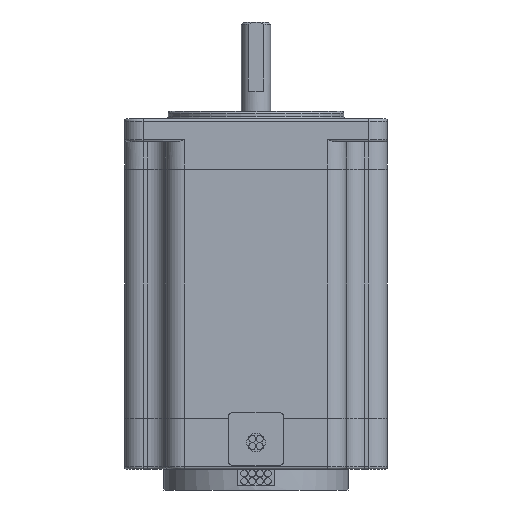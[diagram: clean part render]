
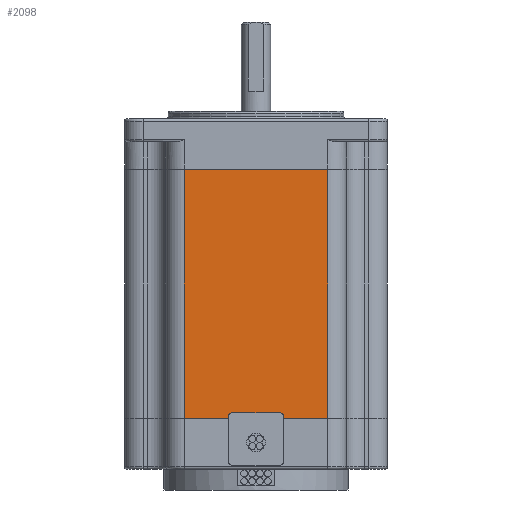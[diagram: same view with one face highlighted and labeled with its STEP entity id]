
A CAD part, front view. The second image highlights one B-rep face of the part: STEP entity #2098.
In plain terms, the highlighted planar face has unit normal (0, -1, 0).
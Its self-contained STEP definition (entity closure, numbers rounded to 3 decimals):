
#1 = EDGE_CURVE ( 'NONE', #4270, #7976, #12239, .T. ) ;
#94 = ORIENTED_EDGE ( 'NONE', *, *, #4975, .T. ) ;
#160 = VECTOR ( 'NONE', #9740, 1000. ) ;
#231 = CARTESIAN_POINT ( 'NONE',  ( 6., -28.5, 11.01 ) ) ;
#634 = DIRECTION ( 'NONE',  ( -1., 0., 0. ) ) ;
#1029 = CARTESIAN_POINT ( 'NONE',  ( 0., -28.5, 76. ) ) ;
#1158 = VECTOR ( 'NONE', #634, 1000. ) ;
#1325 = VECTOR ( 'NONE', #6367, 1000. ) ;
#1478 = DIRECTION ( 'NONE',  ( 0., 0., 1. ) ) ;
#2083 = EDGE_LOOP ( 'NONE', ( #2166, #11566, #94, #2366, #3380, #7961, #5966, #3631, #10020, #11834 ) ) ;
#2098 = ADVANCED_FACE ( 'NONE', ( #3219 ), #11337, .F. ) ;
#2108 = LINE ( 'NONE', #7893, #5410 ) ;
#2128 = VERTEX_POINT ( 'NONE', #7125 ) ;
#2166 = ORIENTED_EDGE ( 'NONE', *, *, #13372, .F. ) ;
#2281 = VERTEX_POINT ( 'NONE', #6277 ) ;
#2366 = ORIENTED_EDGE ( 'NONE', *, *, #3599, .T. ) ;
#2819 = DIRECTION ( 'NONE',  ( -1., 0., 0. ) ) ;
#2836 = DIRECTION ( 'NONE',  ( 0., 0., 1. ) ) ;
#2912 = CARTESIAN_POINT ( 'NONE',  ( 5., -28.5, 12.3 ) ) ;
#3219 = FACE_OUTER_BOUND ( 'NONE', #2083, .T. ) ;
#3292 = AXIS2_PLACEMENT_3D ( 'NONE', #7855, #12210, #10101 ) ;
#3380 = ORIENTED_EDGE ( 'NONE', *, *, #1, .T. ) ;
#3599 = EDGE_CURVE ( 'NONE', #2128, #4270, #7405, .T. ) ;
#3612 = EDGE_CURVE ( 'NONE', #11169, #2281, #7324, .T. ) ;
#3624 = CARTESIAN_POINT ( 'NONE',  ( -15.57, -28.5, 11.01 ) ) ;
#3631 = ORIENTED_EDGE ( 'NONE', *, *, #12315, .T. ) ;
#3686 = LINE ( 'NONE', #14070, #9002 ) ;
#4190 = VECTOR ( 'NONE', #7664, 1000. ) ;
#4270 = VERTEX_POINT ( 'NONE', #8651 ) ;
#4681 = CARTESIAN_POINT ( 'NONE',  ( 15.57, -28.5, 11.01 ) ) ;
#4975 = EDGE_CURVE ( 'NONE', #12388, #2128, #6206, .T. ) ;
#5410 = VECTOR ( 'NONE', #6684, 1000. ) ;
#5613 = DIRECTION ( 'NONE',  ( 0., 1., 0. ) ) ;
#5966 = ORIENTED_EDGE ( 'NONE', *, *, #6229, .F. ) ;
#6005 = EDGE_CURVE ( 'NONE', #9907, #7976, #2108, .T. ) ;
#6206 = LINE ( 'NONE', #10807, #12765 ) ;
#6229 = EDGE_CURVE ( 'NONE', #7911, #9907, #11039, .T. ) ;
#6277 = CARTESIAN_POINT ( 'NONE',  ( -5., -28.5, 12.3 ) ) ;
#6367 = DIRECTION ( 'NONE',  ( 0., 0., -1. ) ) ;
#6684 = DIRECTION ( 'NONE',  ( -1., 0., 0. ) ) ;
#7125 = CARTESIAN_POINT ( 'NONE',  ( 15.57, -28.5, 64.99 ) ) ;
#7324 = LINE ( 'NONE', #7543, #10285 ) ;
#7374 = VERTEX_POINT ( 'NONE', #10971 ) ;
#7405 = LINE ( 'NONE', #11019, #1158 ) ;
#7410 = LINE ( 'NONE', #7478, #160 ) ;
#7478 = CARTESIAN_POINT ( 'NONE',  ( 6., -28.5, 12.3 ) ) ;
#7543 = CARTESIAN_POINT ( 'NONE',  ( 6., -28.5, 12.3 ) ) ;
#7664 = DIRECTION ( 'NONE',  ( 0., 0., -1. ) ) ;
#7855 = CARTESIAN_POINT ( 'NONE',  ( -5., -28.5, 11.3 ) ) ;
#7893 = CARTESIAN_POINT ( 'NONE',  ( 0., -28.5, 11.01 ) ) ;
#7911 = VERTEX_POINT ( 'NONE', #8971 ) ;
#7961 = ORIENTED_EDGE ( 'NONE', *, *, #6005, .F. ) ;
#7976 = VERTEX_POINT ( 'NONE', #3624 ) ;
#8651 = CARTESIAN_POINT ( 'NONE',  ( -15.57, -28.5, 64.99 ) ) ;
#8971 = CARTESIAN_POINT ( 'NONE',  ( -6., -28.5, 11.3 ) ) ;
#9002 = VECTOR ( 'NONE', #11803, 1000. ) ;
#9003 = AXIS2_PLACEMENT_3D ( 'NONE', #10293, #10581, #1478 ) ;
#9472 = CIRCLE ( 'NONE', #9003, 1. ) ;
#9740 = DIRECTION ( 'NONE',  ( 0., 0., 1. ) ) ;
#9770 = CARTESIAN_POINT ( 'NONE',  ( -15.57, -28.5, 11.01 ) ) ;
#9902 = CARTESIAN_POINT ( 'NONE',  ( -6., -28.5, 12.3 ) ) ;
#9907 = VERTEX_POINT ( 'NONE', #10433 ) ;
#10008 = EDGE_CURVE ( 'NONE', #11169, #7374, #9472, .T. ) ;
#10020 = ORIENTED_EDGE ( 'NONE', *, *, #3612, .F. ) ;
#10101 = DIRECTION ( 'NONE',  ( 0., 0., 1. ) ) ;
#10219 = DIRECTION ( 'NONE',  ( 0., 0., 1. ) ) ;
#10285 = VECTOR ( 'NONE', #2819, 1000. ) ;
#10293 = CARTESIAN_POINT ( 'NONE',  ( 5., -28.5, 11.3 ) ) ;
#10433 = CARTESIAN_POINT ( 'NONE',  ( -6., -28.5, 11.01 ) ) ;
#10461 = AXIS2_PLACEMENT_3D ( 'NONE', #1029, #5613, #10219 ) ;
#10581 = DIRECTION ( 'NONE',  ( 0., 1., 0. ) ) ;
#10807 = CARTESIAN_POINT ( 'NONE',  ( 15.57, -28.5, 64.99 ) ) ;
#10816 = EDGE_CURVE ( 'NONE', #12388, #10898, #3686, .T. ) ;
#10898 = VERTEX_POINT ( 'NONE', #231 ) ;
#10971 = CARTESIAN_POINT ( 'NONE',  ( 6., -28.5, 11.3 ) ) ;
#11019 = CARTESIAN_POINT ( 'NONE',  ( 0., -28.5, 64.99 ) ) ;
#11039 = LINE ( 'NONE', #9902, #1325 ) ;
#11169 = VERTEX_POINT ( 'NONE', #2912 ) ;
#11337 = PLANE ( 'NONE',  #10461 ) ;
#11566 = ORIENTED_EDGE ( 'NONE', *, *, #10816, .F. ) ;
#11682 = CIRCLE ( 'NONE', #3292, 1. ) ;
#11803 = DIRECTION ( 'NONE',  ( -1., 0., 0. ) ) ;
#11834 = ORIENTED_EDGE ( 'NONE', *, *, #10008, .T. ) ;
#12210 = DIRECTION ( 'NONE',  ( 0., 1., 0. ) ) ;
#12239 = LINE ( 'NONE', #9770, #4190 ) ;
#12315 = EDGE_CURVE ( 'NONE', #7911, #2281, #11682, .T. ) ;
#12388 = VERTEX_POINT ( 'NONE', #4681 ) ;
#12765 = VECTOR ( 'NONE', #2836, 1000. ) ;
#13372 = EDGE_CURVE ( 'NONE', #10898, #7374, #7410, .T. ) ;
#14070 = CARTESIAN_POINT ( 'NONE',  ( 0., -28.5, 11.01 ) ) ;
